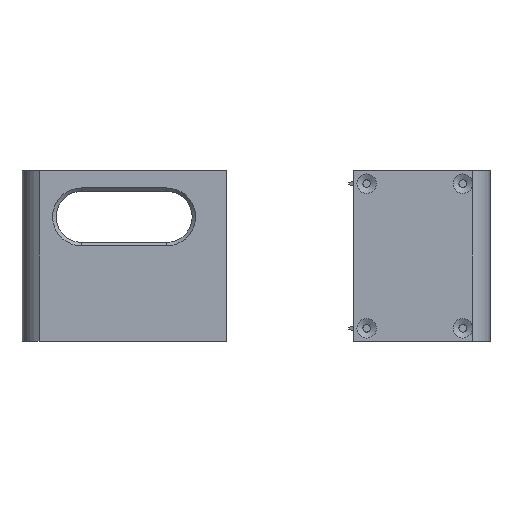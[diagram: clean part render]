
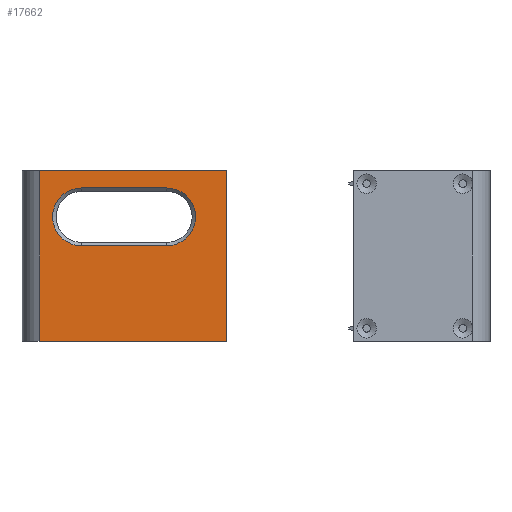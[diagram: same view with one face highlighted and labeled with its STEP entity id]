
A CAD part, front view. The second image highlights one B-rep face of the part: STEP entity #17662.
In plain terms, the highlighted planar face has unit normal (0, -1, 0).
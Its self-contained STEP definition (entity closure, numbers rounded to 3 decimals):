
#1984=FACE_BOUND('',#3926,.T.);
#2189=PLANE('',#18515);
#2857=FACE_OUTER_BOUND('',#3925,.T.);
#3925=EDGE_LOOP('',(#14731,#14732,#14733,#14734));
#3926=EDGE_LOOP('',(#14735,#14736,#14737,#14738));
#5103=LINE('',#29165,#6428);
#5142=LINE('',#29352,#6467);
#5157=LINE('',#29411,#6482);
#5160=LINE('',#29417,#6485);
#5165=LINE('',#29432,#6490);
#5166=LINE('',#29433,#6491);
#6428=VECTOR('',#20075,10.);
#6467=VECTOR('',#20200,10.);
#6482=VECTOR('',#20253,10.);
#6485=VECTOR('',#20258,10.);
#6490=VECTOR('',#20277,10.);
#6491=VECTOR('',#20278,10.);
#7128=CIRCLE('',#18505,17.);
#7130=CIRCLE('',#18510,17.);
#8116=VERTEX_POINT('',#29161);
#8118=VERTEX_POINT('',#29164);
#8174=VERTEX_POINT('',#29350);
#8185=VERTEX_POINT('',#29403);
#8186=VERTEX_POINT('',#29405);
#8187=VERTEX_POINT('',#29410);
#8189=VERTEX_POINT('',#29415);
#8192=VERTEX_POINT('',#29431);
#10399=EDGE_CURVE('',#8116,#8118,#5103,.T.);
#10471=EDGE_CURVE('',#8174,#8116,#5142,.T.);
#10493=EDGE_CURVE('',#8185,#8186,#7128,.T.);
#10496=EDGE_CURVE('',#8186,#8187,#5157,.T.);
#10499=EDGE_CURVE('',#8189,#8185,#5160,.T.);
#10501=EDGE_CURVE('',#8187,#8189,#7130,.T.);
#10507=EDGE_CURVE('',#8192,#8174,#5165,.T.);
#10508=EDGE_CURVE('',#8118,#8192,#5166,.T.);
#14731=ORIENTED_EDGE('',*,*,#10507,.F.);
#14732=ORIENTED_EDGE('',*,*,#10508,.F.);
#14733=ORIENTED_EDGE('',*,*,#10399,.F.);
#14734=ORIENTED_EDGE('',*,*,#10471,.F.);
#14735=ORIENTED_EDGE('',*,*,#10493,.F.);
#14736=ORIENTED_EDGE('',*,*,#10499,.F.);
#14737=ORIENTED_EDGE('',*,*,#10501,.F.);
#14738=ORIENTED_EDGE('',*,*,#10496,.F.);
#17662=ADVANCED_FACE('',(#2857,#1984),#2189,.F.);
#18505=AXIS2_PLACEMENT_3D('',#29406,#20246,#20247);
#18510=AXIS2_PLACEMENT_3D('',#29420,#20262,#20263);
#18515=AXIS2_PLACEMENT_3D('',#29430,#20275,#20276);
#20075=DIRECTION('',(0.,0.,-1.));
#20200=DIRECTION('',(1.,0.,0.));
#20246=DIRECTION('center_axis',(0.,-1.,0.));
#20247=DIRECTION('ref_axis',(0.,0.,1.));
#20253=DIRECTION('',(-1.,0.,0.));
#20258=DIRECTION('',(1.,0.,0.));
#20262=DIRECTION('center_axis',(0.,-1.,0.));
#20263=DIRECTION('ref_axis',(0.,0.,-1.));
#20275=DIRECTION('center_axis',(0.,1.,0.));
#20276=DIRECTION('ref_axis',(1.,0.,0.));
#20277=DIRECTION('',(0.,0.,1.));
#20278=DIRECTION('',(-1.,0.,0.));
#29161=CARTESIAN_POINT('',(-55.,-60.,-105.));
#29164=CARTESIAN_POINT('',(-55.,-60.,-205.));
#29165=CARTESIAN_POINT('',(-55.,-60.,-105.));
#29350=CARTESIAN_POINT('',(-164.608,-60.,-105.));
#29352=CARTESIAN_POINT('',(-175.,-60.,-105.));
#29403=CARTESIAN_POINT('',(-90.,-60.,-149.));
#29405=CARTESIAN_POINT('',(-90.,-60.,-115.));
#29406=CARTESIAN_POINT('Origin',(-90.,-60.,-132.));
#29410=CARTESIAN_POINT('',(-140.,-60.,-115.));
#29411=CARTESIAN_POINT('',(-87.5,-60.,-115.));
#29415=CARTESIAN_POINT('',(-140.,-60.,-149.));
#29417=CARTESIAN_POINT('',(-102.5,-60.,-149.));
#29420=CARTESIAN_POINT('Origin',(-140.,-60.,-132.));
#29430=CARTESIAN_POINT('Origin',(-115.,-60.,-155.));
#29431=CARTESIAN_POINT('',(-164.608,-60.,-205.));
#29432=CARTESIAN_POINT('',(-164.608,-60.,-180.));
#29433=CARTESIAN_POINT('',(-55.,-60.,-205.));
